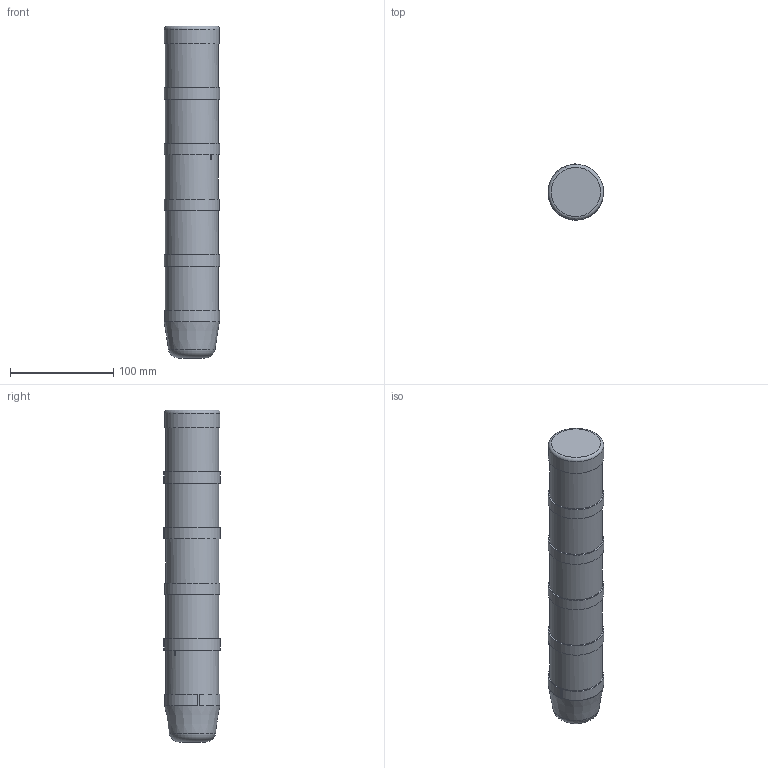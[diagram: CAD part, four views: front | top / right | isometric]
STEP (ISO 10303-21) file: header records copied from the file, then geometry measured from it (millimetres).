
FILE_DESCRIPTION((''),'2;1');
FILE_NAME('127308.stp','2019-09-27T10:16:29',('e.eickhoff'),(''),'Autodesk Inventor 2012','Autodesk Inventor 2012','');
FILE_SCHEMA(('AUTOMOTIVE_DESIGN { 1 0 10303 214 1 1 1 1 }'));
Length unit declared in the file: millimetre
Products named in the file (8): 127308; Deckel; Blau; Grundmodule; Weiß; Grün; Gelb; Rot
Assembly tree (7 placements, depth 2):
  127308
    Deckel
    Blau
    Grundmodule
    Weiß
    Grün
    Gelb
    Rot
Bounding box: 54.18 x 54.29 x 321.7 mm (x, y, z)
Volume: 226943 mm3; surface area: 152501.1 mm2
Topology: 7 solids, 7 shells, 160 faces, 285 edges, 189 vertices
Faces by surface type: plane 99, cylinder 57, torus 3, cone 1
Full cylindrical faces by diameter (mm): 12 x1, 14 x1, 15.2 x5, 16.5 x1, 19.2 x5, 42.6 x5, 44.6 x5, 45.5 x1, 46.4 x5, 47.9 x5, 48.5 x1, 48.9 x5, 49 x5, 50.7 x1, 51.2 x5, 53.7 x1
Entity records: 4049 total; most frequent: DIRECTION 698, CARTESIAN_POINT 583, ORIENTED_EDGE 448, AXIS2_PLACEMENT_3D 299, EDGE_LOOP 268, EDGE_CURVE 224, VERTEX_POINT 184, STYLED_ITEM 167
